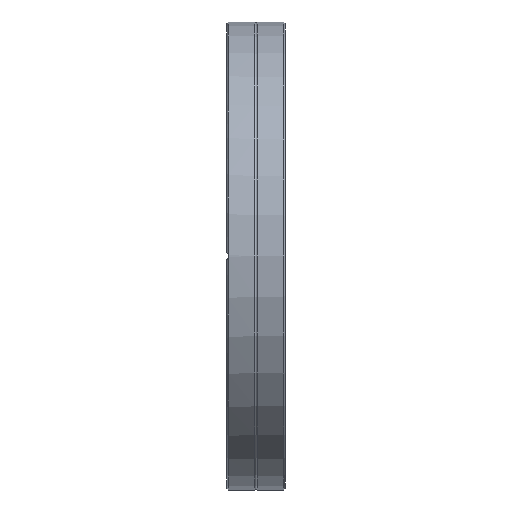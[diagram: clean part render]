
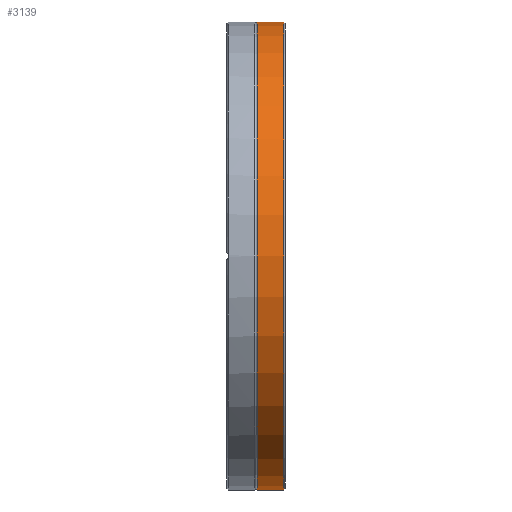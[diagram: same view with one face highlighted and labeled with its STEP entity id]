
A CAD part, left-side view. The second image highlights one B-rep face of the part: STEP entity #3139.
In plain terms, the highlighted cylindrical face has radius 85.75 mm (diameter 171.5 mm), a full revolution.
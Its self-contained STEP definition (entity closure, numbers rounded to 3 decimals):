
#316=CYLINDRICAL_SURFACE('',#3389,85.75);
#371=FACE_OUTER_BOUND('',#585,.T.);
#585=EDGE_LOOP('',(#2203,#2204,#2205,#2206,#2207,#2208));
#796=LINE('',#4507,#981);
#981=VECTOR('',#3766,85.75);
#1165=CIRCLE('',#3366,85.75);
#1166=CIRCLE('',#3367,85.75);
#1187=CIRCLE('',#3390,85.75);
#1188=CIRCLE('',#3391,85.75);
#1327=VERTEX_POINT('',#4456);
#1328=VERTEX_POINT('',#4457);
#1349=VERTEX_POINT('',#4503);
#1350=VERTEX_POINT('',#4504);
#1655=EDGE_CURVE('',#1327,#1328,#1165,.T.);
#1656=EDGE_CURVE('',#1328,#1327,#1166,.T.);
#1678=EDGE_CURVE('',#1349,#1350,#1187,.T.);
#1679=EDGE_CURVE('',#1350,#1349,#1188,.T.);
#1680=EDGE_CURVE('',#1350,#1328,#796,.T.);
#2203=ORIENTED_EDGE('',*,*,#1678,.F.);
#2204=ORIENTED_EDGE('',*,*,#1679,.F.);
#2205=ORIENTED_EDGE('',*,*,#1680,.T.);
#2206=ORIENTED_EDGE('',*,*,#1655,.F.);
#2207=ORIENTED_EDGE('',*,*,#1656,.F.);
#2208=ORIENTED_EDGE('',*,*,#1680,.F.);
#3139=ADVANCED_FACE('',(#371),#316,.T.);
#3366=AXIS2_PLACEMENT_3D('',#4458,#3713,#3714);
#3367=AXIS2_PLACEMENT_3D('',#4459,#3715,#3716);
#3389=AXIS2_PLACEMENT_3D('',#4502,#3760,#3761);
#3390=AXIS2_PLACEMENT_3D('',#4505,#3762,#3763);
#3391=AXIS2_PLACEMENT_3D('',#4506,#3764,#3765);
#3713=DIRECTION('center_axis',(0.,-1.,0.));
#3714=DIRECTION('ref_axis',(1.,0.,0.));
#3715=DIRECTION('center_axis',(0.,-1.,0.));
#3716=DIRECTION('ref_axis',(1.,0.,0.));
#3760=DIRECTION('center_axis',(0.,1.,0.));
#3761=DIRECTION('ref_axis',(-1.,0.,0.));
#3762=DIRECTION('center_axis',(0.,1.,0.));
#3763=DIRECTION('ref_axis',(1.,0.,0.));
#3764=DIRECTION('center_axis',(0.,1.,0.));
#3765=DIRECTION('ref_axis',(1.,0.,0.));
#3766=DIRECTION('',(0.,-1.,0.));
#4456=CARTESIAN_POINT('',(-85.75,0.5,0.));
#4457=CARTESIAN_POINT('',(85.75,0.5,0.));
#4458=CARTESIAN_POINT('Origin',(0.,0.5,0.));
#4459=CARTESIAN_POINT('Origin',(0.,0.5,0.));
#4502=CARTESIAN_POINT('Origin',(0.,5.081,0.));
#4503=CARTESIAN_POINT('',(0.,10.163,-85.75));
#4504=CARTESIAN_POINT('',(85.75,10.163,0.));
#4505=CARTESIAN_POINT('Origin',(0.,10.163,0.));
#4506=CARTESIAN_POINT('Origin',(0.,10.163,0.));
#4507=CARTESIAN_POINT('',(85.75,5.081,0.));
